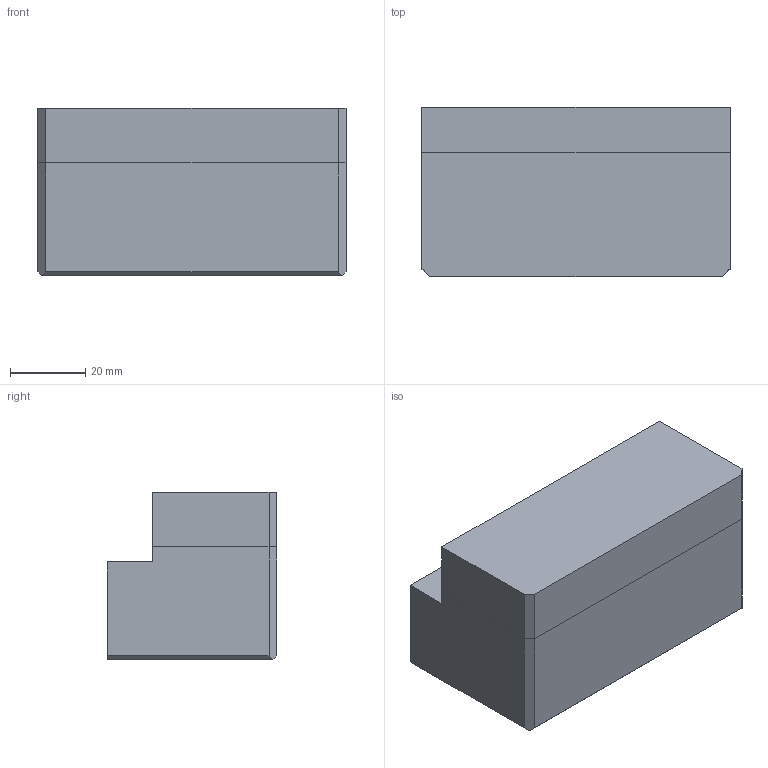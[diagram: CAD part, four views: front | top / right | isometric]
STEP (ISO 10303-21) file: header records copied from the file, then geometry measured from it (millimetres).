
FILE_DESCRIPTION(/* description */ (''),/* implementation_level */ '2;1');
FILE_NAME(/* name */ '',/* time_stamp */ '2023-10-23T13:14:45+09:00',/* author */ (''),/* organization */ (''),/* preprocessor_version */ 'ST-DEVELOPER v20',/* originating_system */ 'Autodesk Translation Framework v12.14.0.127',/* authorisation */ '');
FILE_SCHEMA (('AUTOMOTIVE_DESIGN { 1 0 10303 214 3 1 1 }'));
Length unit declared in the file: millimetre
Products named in the file (1): mtt2
Bounding box: 82 x 45 x 44.5 mm (x, y, z)
Volume: 85745 mm3; surface area: 28129.2 mm2
Topology: 2 solids, 2 shells, 56 faces, 136 edges, 89 vertices
Faces by surface type: plane 47, cylinder 9
Full cylindrical faces by diameter (mm): 3 x4, 4 x1, 6 x1
Entity records: 1657 total; most frequent: CARTESIAN_POINT 282, ORIENTED_EDGE 272, DIRECTION 271, EDGE_CURVE 136, LINE 115, VECTOR 115, VERTEX_POINT 89, AXIS2_PLACEMENT_3D 78
